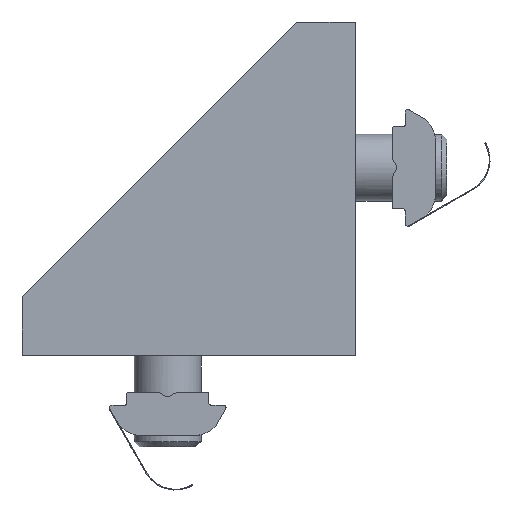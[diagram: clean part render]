
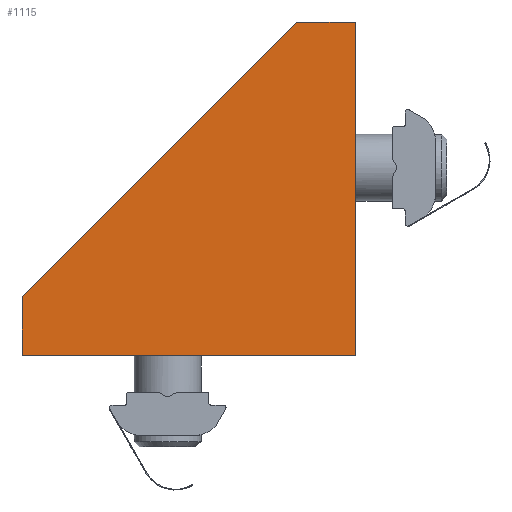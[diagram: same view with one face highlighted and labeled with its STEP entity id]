
A CAD part, left-side view. The second image highlights one B-rep face of the part: STEP entity #1115.
In plain terms, the highlighted face is planar.
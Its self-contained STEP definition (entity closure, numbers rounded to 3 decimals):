
#1115=ADVANCED_FACE('',(#1282),#1283,.T.);
#1282=FACE_OUTER_BOUND('',#1460,.T.);
#1283=PLANE('',#1461);
#1460=EDGE_LOOP('',(#2064,#2065,#2066,#2067,#2068));
#1461=AXIS2_PLACEMENT_3D('',#2069,#2070,#2071);
#2064=ORIENTED_EDGE('',*,*,#2353,.F.);
#2065=ORIENTED_EDGE('',*,*,#2354,.T.);
#2066=ORIENTED_EDGE('',*,*,#2326,.F.);
#2067=ORIENTED_EDGE('',*,*,#2336,.F.);
#2068=ORIENTED_EDGE('',*,*,#2355,.T.);
#2069=CARTESIAN_POINT('',(0.0,0.0,-12.5));
#2070=DIRECTION('',(0.0,0.0,-1.0));
#2071=DIRECTION('',(-1.0,0.0,0.0));
#2326=EDGE_CURVE('',#2655,#2656,#2657,.T.);
#2336=EDGE_CURVE('',#2672,#2655,#2675,.T.);
#2353=EDGE_CURVE('',#2702,#2703,#2704,.T.);
#2354=EDGE_CURVE('',#2702,#2656,#2705,.T.);
#2355=EDGE_CURVE('',#2672,#2703,#2706,.T.);
#2655=VERTEX_POINT('',#3301);
#2656=VERTEX_POINT('',#3302);
#2657=LINE('',#3303,#3304);
#2672=VERTEX_POINT('',#3327);
#2675=LINE('',#3331,#3332);
#2702=VERTEX_POINT('',#3373);
#2703=VERTEX_POINT('',#3374);
#2704=LINE('',#3375,#3376);
#2705=LINE('',#3377,#3378);
#2706=LINE('',#3379,#3380);
#3301=CARTESIAN_POINT('',(0.,0.0,-12.5));
#3302=CARTESIAN_POINT('',(40.0,0.,-12.5));
#3303=CARTESIAN_POINT('',(23.5,0.0,-12.5));
#3304=VECTOR('',#3644,1.0);
#3327=CARTESIAN_POINT('',(0.,40.0,-12.5));
#3331=CARTESIAN_POINT('',(0.0,23.5,-12.5));
#3332=VECTOR('',#3654,1.0);
#3373=CARTESIAN_POINT('',(40.0,7.0,-12.5));
#3374=CARTESIAN_POINT('',(7.0,40.0,-12.5));
#3375=CARTESIAN_POINT('',(3.5,43.5,-12.5));
#3376=VECTOR('',#3675,1.0);
#3377=CARTESIAN_POINT('',(40.0,0.,-12.5));
#3378=VECTOR('',#3676,1.0);
#3379=CARTESIAN_POINT('',(0.,40.0,-12.5));
#3380=VECTOR('',#3677,1.0);
#3644=DIRECTION('',(1.0,0.,0.0));
#3654=DIRECTION('',(0.,-1.0,0.0));
#3675=DIRECTION('',(-0.707,0.707,0.0));
#3676=DIRECTION('',(0.,-1.0,0.0));
#3677=DIRECTION('',(1.0,0.,0.0));
